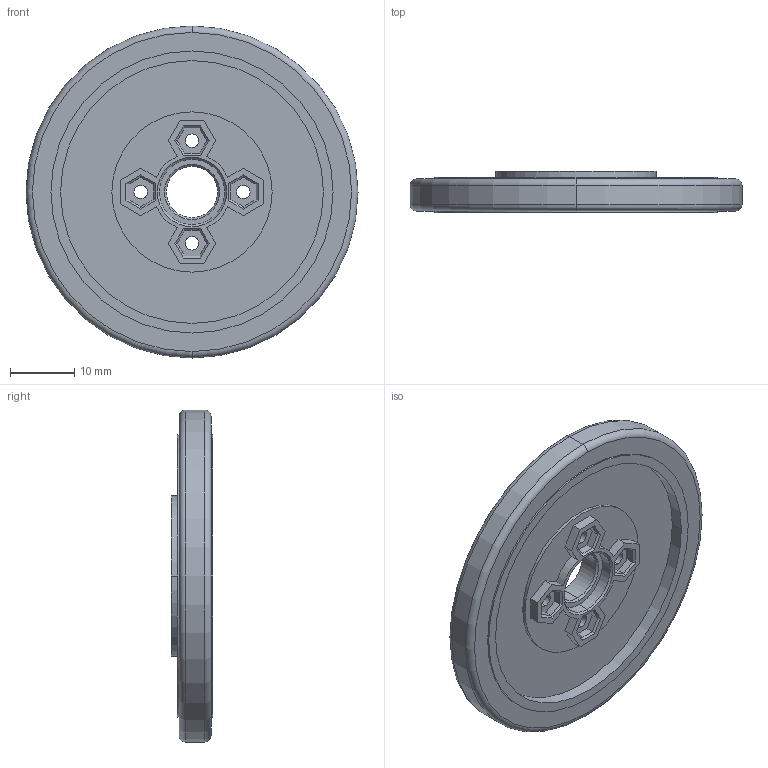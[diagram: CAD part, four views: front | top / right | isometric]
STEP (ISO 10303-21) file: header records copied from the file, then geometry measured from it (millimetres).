
FILE_DESCRIPTION((''),'2;1');
FILE_NAME('F13','2010-04-09T',('JANG WOOK'),(''),'PRO/ENGINEER BY PARAMETRIC TECHNOLOGY CORPORATION, 2009060','PRO/ENGINEER BY PARAMETRIC TECHNOLOGY CORPORATION, 2009060','');
FILE_SCHEMA(('CONFIG_CONTROL_DESIGN'));
Length unit declared in the file: millimetre
Products named in the file (1): F13
Bounding box: 51.8 x 6.45 x 51.8 mm (x, y, z)
Volume: 6597.1 mm3; surface area: 6540.2 mm2
Topology: 1 solids, 1 shells, 197 faces, 504 edges, 322 vertices
Faces by surface type: plane 127, cylinder 52, cone 14, torus 4
Entity records: 5974 total; most frequent: DIRECTION 1032, CARTESIAN_POINT 1023, ORIENTED_EDGE 1008, EDGE_CURVE 504, VECTOR 370, LINE 370, AXIS2_PLACEMENT_3D 331, VERTEX_POINT 322
